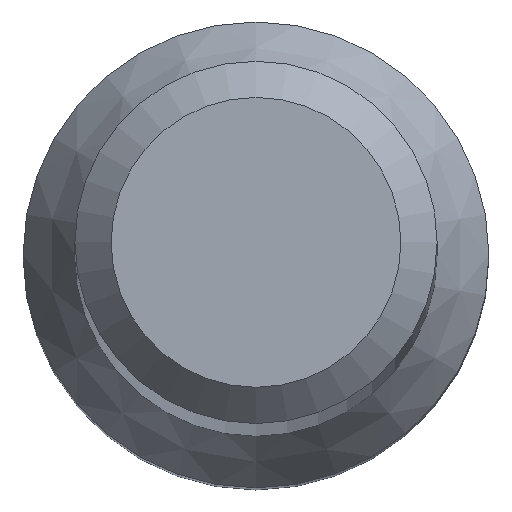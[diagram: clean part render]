
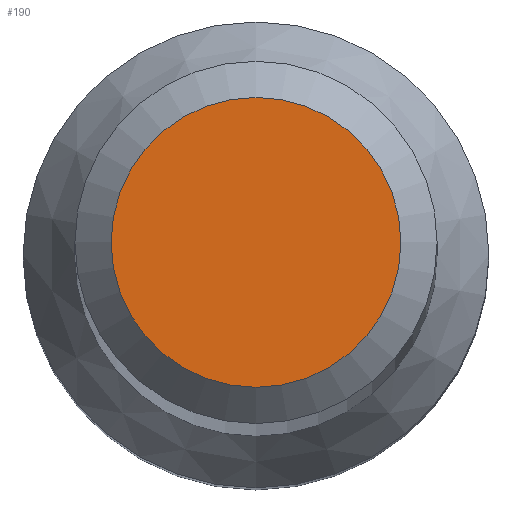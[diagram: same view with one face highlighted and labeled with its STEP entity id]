
A CAD part, top view. The second image highlights one B-rep face of the part: STEP entity #190.
In plain terms, the highlighted planar face has unit normal (0, 0, 1).
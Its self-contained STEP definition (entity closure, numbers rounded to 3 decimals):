
#8 = AXIS2_PLACEMENT_3D ( 'NONE', #232, #227, #48 ) ;
#25 = DIRECTION ( 'NONE',  ( 0., 0., -1. ) ) ;
#39 = ORIENTED_EDGE ( 'NONE', *, *, #166, .F. ) ;
#48 = DIRECTION ( 'NONE',  ( 0., -1., 0. ) ) ;
#54 = EDGE_LOOP ( 'NONE', ( #39 ) ) ;
#79 = CARTESIAN_POINT ( 'NONE',  ( 0., 0., 70. ) ) ;
#130 = CARTESIAN_POINT ( 'NONE',  ( 0., 1.2, 70. ) ) ;
#132 = CIRCLE ( 'NONE', #216, 1.2 ) ;
#133 = VERTEX_POINT ( 'NONE', #130 ) ;
#161 = DIRECTION ( 'NONE',  ( 0., 1., 0. ) ) ;
#166 = EDGE_CURVE ( 'NONE', #133, #133, #132, .T. ) ;
#190 = ADVANCED_FACE ( 'NONE', ( #192 ), #229, .T. ) ;
#192 = FACE_OUTER_BOUND ( 'NONE', #54, .T. ) ;
#216 = AXIS2_PLACEMENT_3D ( 'NONE', #79, #25, #161 ) ;
#227 = DIRECTION ( 'NONE',  ( 0., 0., 1. ) ) ;
#229 = PLANE ( 'NONE',  #8 ) ;
#232 = CARTESIAN_POINT ( 'NONE',  ( 0., 0., 70. ) ) ;
